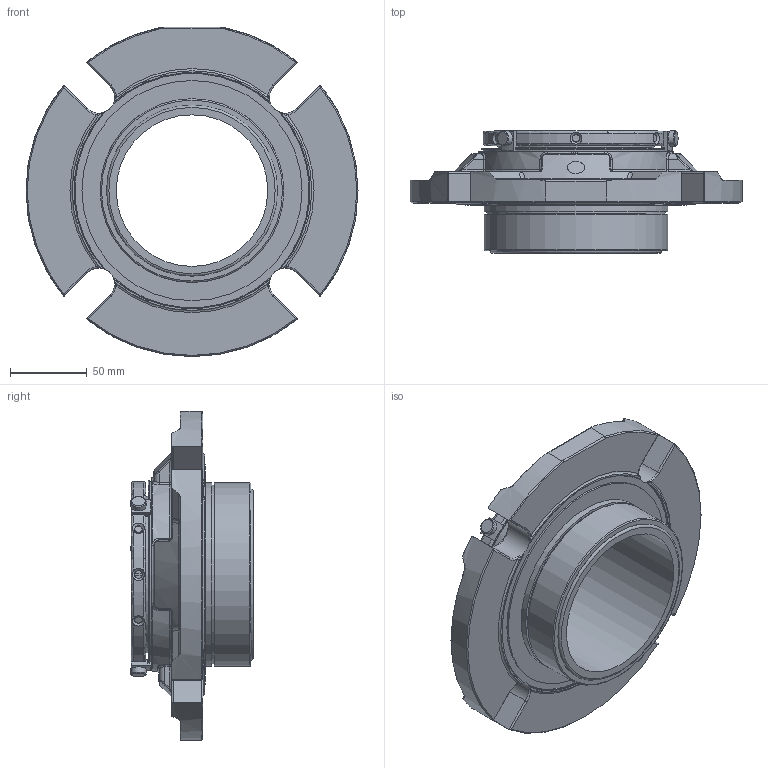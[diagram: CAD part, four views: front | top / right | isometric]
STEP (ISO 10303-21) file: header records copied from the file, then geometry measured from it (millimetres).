
FILE_DESCRIPTION(/* description */ ('Unknown'),/* implementation_level */ '2;1');
FILE_NAME(/* name */ '3.875',/* time_stamp */ '2023-04-04T12:12:47+01:00',/* author */ ('Unknown'),/* organization */ ('Unknown'),/* preprocessor_version */ 'ST-DEVELOPER v18.102',/* originating_system */ 'Solid Edge',/* authorisation */ 'Unknown');
FILE_SCHEMA (('AUTOMOTIVE_DESIGN {1 0 10303 214 3 1 1}'));
Length unit declared in the file: millimetre
Products named in the file (1): 3.875
Bounding box: 215.65 x 79.63 x 213.82 mm (x, y, z)
Volume: 736698.4 mm3; surface area: 125196.5 mm2
Topology: 1 solids, 1 shells, 714 faces, 1888 edges, 1162 vertices
Faces by surface type: plane 226, cylinder 178, bspline 121, torus 99, cone 50, sphere 40
Full cylindrical faces by diameter (mm): 3.761 x1, 5 x2, 6 x3, 10 x3, 11.252 x1, 98.425 x1, 101.575 x1, 111.1 x1, 116.103 x1, 119.05 x1, 119.38 x1, 120.599 x1, 122.123 x1, 143.002 x1
Entity records: 30418 total; most frequent: CARTESIAN_POINT 9498, ORIENTED_EDGE 3560, DIRECTION 2973, EDGE_CURVE 1780, AXIS2_PLACEMENT_3D 1236, VERTEX_POINT 1124, EDGE_LOOP 796, FACE_BOUND 796
